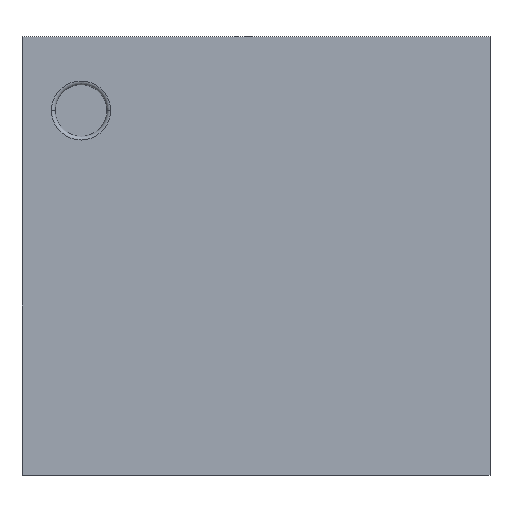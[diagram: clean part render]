
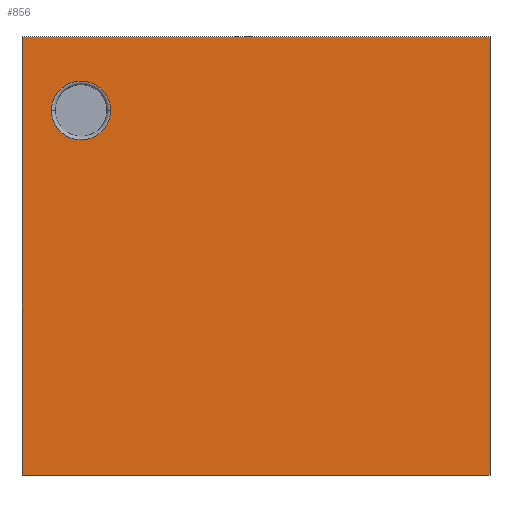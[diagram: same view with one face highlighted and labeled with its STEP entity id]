
A CAD part, top view. The second image highlights one B-rep face of the part: STEP entity #856.
In plain terms, the highlighted planar face has unit normal (0, 0, 1).
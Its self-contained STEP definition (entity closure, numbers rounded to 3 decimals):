
#46 = EDGE_LOOP ( 'NONE', ( #1747, #1977, #237, #999 ) ) ;
#77 = DIRECTION ( 'NONE',  ( 1., 0., 0. ) ) ;
#86 = DIRECTION ( 'NONE',  ( 1., 0., 0. ) ) ;
#95 = DIRECTION ( 'NONE',  ( 0., -1., 0. ) ) ;
#172 = VECTOR ( 'NONE', #2554, 1000. ) ;
#237 = ORIENTED_EDGE ( 'NONE', *, *, #2706, .T. ) ;
#269 = CARTESIAN_POINT ( 'NONE',  ( 1.585, 1.485, 0.624 ) ) ;
#286 = CARTESIAN_POINT ( 'NONE',  ( -0.985, 0.985, 0.624 ) ) ;
#295 = VERTEX_POINT ( 'NONE', #1476 ) ;
#433 = CARTESIAN_POINT ( 'NONE',  ( -1.385, 0.985, 0.624 ) ) ;
#489 = VERTEX_POINT ( 'NONE', #433 ) ;
#605 = VERTEX_POINT ( 'NONE', #2308 ) ;
#671 = FACE_OUTER_BOUND ( 'NONE', #46, .T. ) ;
#700 = LINE ( 'NONE', #1014, #739 ) ;
#739 = VECTOR ( 'NONE', #77, 1000. ) ;
#856 = ADVANCED_FACE ( 'NONE', ( #1250, #671 ), #1685, .T. ) ;
#857 = VERTEX_POINT ( 'NONE', #286 ) ;
#884 = VECTOR ( 'NONE', #1322, 1000. ) ;
#945 = EDGE_CURVE ( 'NONE', #2223, #295, #1781, .T. ) ;
#946 = DIRECTION ( 'NONE',  ( 0., 0., 1. ) ) ;
#961 = CARTESIAN_POINT ( 'NONE',  ( -1.585, 1.485, 0.624 ) ) ;
#989 = EDGE_CURVE ( 'NONE', #857, #489, #2531, .T. ) ;
#999 = ORIENTED_EDGE ( 'NONE', *, *, #1055, .T. ) ;
#1000 = CARTESIAN_POINT ( 'NONE',  ( -1.585, 1.485, 0.624 ) ) ;
#1013 = EDGE_CURVE ( 'NONE', #295, #605, #700, .T. ) ;
#1014 = CARTESIAN_POINT ( 'NONE',  ( -1.585, -1.485, 0.624 ) ) ;
#1055 = EDGE_CURVE ( 'NONE', #1570, #2223, #2150, .T. ) ;
#1071 = CARTESIAN_POINT ( 'NONE',  ( -1.585, 1.485, 0.624 ) ) ;
#1238 = DIRECTION ( 'NONE',  ( 1., 0., 0. ) ) ;
#1248 = DIRECTION ( 'NONE',  ( 0., 0., -1. ) ) ;
#1250 = FACE_BOUND ( 'NONE', #2802, .T. ) ;
#1322 = DIRECTION ( 'NONE',  ( -1., 0., 0. ) ) ;
#1476 = CARTESIAN_POINT ( 'NONE',  ( -1.585, -1.485, 0.624 ) ) ;
#1508 = CARTESIAN_POINT ( 'NONE',  ( -1.185, 0.985, 0.624 ) ) ;
#1570 = VERTEX_POINT ( 'NONE', #269 ) ;
#1641 = CIRCLE ( 'NONE', #1975, 0.2 ) ;
#1685 = PLANE ( 'NONE',  #1948 ) ;
#1747 = ORIENTED_EDGE ( 'NONE', *, *, #945, .T. ) ;
#1781 = LINE ( 'NONE', #1000, #2900 ) ;
#1925 = LINE ( 'NONE', #2321, #172 ) ;
#1948 = AXIS2_PLACEMENT_3D ( 'NONE', #2381, #946, #2617 ) ;
#1975 = AXIS2_PLACEMENT_3D ( 'NONE', #2690, #1248, #1238 ) ;
#1977 = ORIENTED_EDGE ( 'NONE', *, *, #1013, .T. ) ;
#1985 = DIRECTION ( 'NONE',  ( 0., 0., -1. ) ) ;
#2150 = LINE ( 'NONE', #1071, #884 ) ;
#2223 = VERTEX_POINT ( 'NONE', #961 ) ;
#2308 = CARTESIAN_POINT ( 'NONE',  ( 1.585, -1.485, 0.624 ) ) ;
#2321 = CARTESIAN_POINT ( 'NONE',  ( 1.585, 1.485, 0.624 ) ) ;
#2381 = CARTESIAN_POINT ( 'NONE',  ( 0., 0., 0.624 ) ) ;
#2531 = CIRCLE ( 'NONE', #2797, 0.2 ) ;
#2554 = DIRECTION ( 'NONE',  ( 0., 1., 0. ) ) ;
#2617 = DIRECTION ( 'NONE',  ( 1., 0., 0. ) ) ;
#2690 = CARTESIAN_POINT ( 'NONE',  ( -1.185, 0.985, 0.624 ) ) ;
#2706 = EDGE_CURVE ( 'NONE', #605, #1570, #1925, .T. ) ;
#2797 = AXIS2_PLACEMENT_3D ( 'NONE', #1508, #1985, #86 ) ;
#2802 = EDGE_LOOP ( 'NONE', ( #3028, #2920 ) ) ;
#2900 = VECTOR ( 'NONE', #95, 1000. ) ;
#2920 = ORIENTED_EDGE ( 'NONE', *, *, #2973, .T. ) ;
#2973 = EDGE_CURVE ( 'NONE', #489, #857, #1641, .T. ) ;
#3028 = ORIENTED_EDGE ( 'NONE', *, *, #989, .T. ) ;
